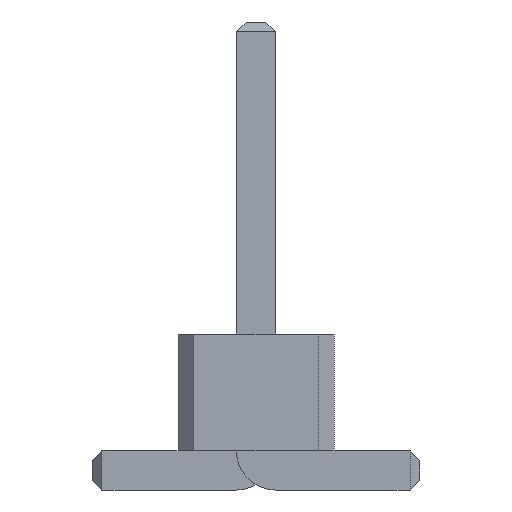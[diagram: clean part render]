
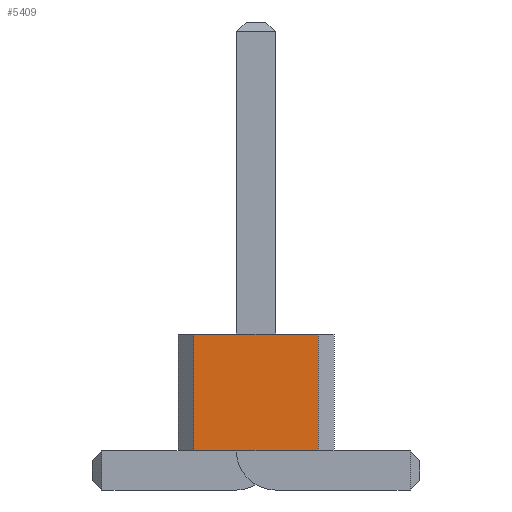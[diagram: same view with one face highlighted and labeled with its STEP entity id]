
A CAD part, front view. The second image highlights one B-rep face of the part: STEP entity #5409.
In plain terms, the highlighted planar face has unit normal (0, -1, 0).
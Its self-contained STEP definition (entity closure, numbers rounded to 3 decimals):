
#1054 = VERTEX_POINT('',#1055);
#1055 = CARTESIAN_POINT('',(0.8,-19.,0.5));
#1061 = EDGE_CURVE('',#1062,#1054,#1064,.T.);
#1062 = VERTEX_POINT('',#1063);
#1063 = CARTESIAN_POINT('',(-0.8,-19.,0.5));
#1064 = LINE('',#1065,#1066);
#1065 = CARTESIAN_POINT('',(-0.8,-19.,0.5));
#1066 = VECTOR('',#1067,1.);
#1067 = DIRECTION('',(1.,0.,0.));
#2399 = VERTEX_POINT('',#2400);
#2400 = CARTESIAN_POINT('',(0.8,-19.,2.));
#2406 = EDGE_CURVE('',#2407,#2399,#2409,.T.);
#2407 = VERTEX_POINT('',#2408);
#2408 = CARTESIAN_POINT('',(-0.8,-19.,2.));
#2409 = LINE('',#2410,#2411);
#2410 = CARTESIAN_POINT('',(-0.8,-19.,2.));
#2411 = VECTOR('',#2412,1.);
#2412 = DIRECTION('',(1.,0.,0.));
#5398 = EDGE_CURVE('',#1062,#2407,#5399,.T.);
#5399 = LINE('',#5400,#5401);
#5400 = CARTESIAN_POINT('',(-0.8,-19.,0.5));
#5401 = VECTOR('',#5402,1.);
#5402 = DIRECTION('',(0.,0.,1.));
#5409 = ADVANCED_FACE('',(#5410),#5421,.F.);
#5410 = FACE_BOUND('',#5411,.F.);
#5411 = EDGE_LOOP('',(#5412,#5413,#5414,#5420));
#5412 = ORIENTED_EDGE('',*,*,#5398,.T.);
#5413 = ORIENTED_EDGE('',*,*,#2406,.T.);
#5414 = ORIENTED_EDGE('',*,*,#5415,.F.);
#5415 = EDGE_CURVE('',#1054,#2399,#5416,.T.);
#5416 = LINE('',#5417,#5418);
#5417 = CARTESIAN_POINT('',(0.8,-19.,0.5));
#5418 = VECTOR('',#5419,1.);
#5419 = DIRECTION('',(0.,0.,1.));
#5420 = ORIENTED_EDGE('',*,*,#1061,.F.);
#5421 = PLANE('',#5422);
#5422 = AXIS2_PLACEMENT_3D('',#5423,#5424,#5425);
#5423 = CARTESIAN_POINT('',(-0.8,-19.,0.5));
#5424 = DIRECTION('',(0.,1.,0.));
#5425 = DIRECTION('',(1.,0.,0.));
